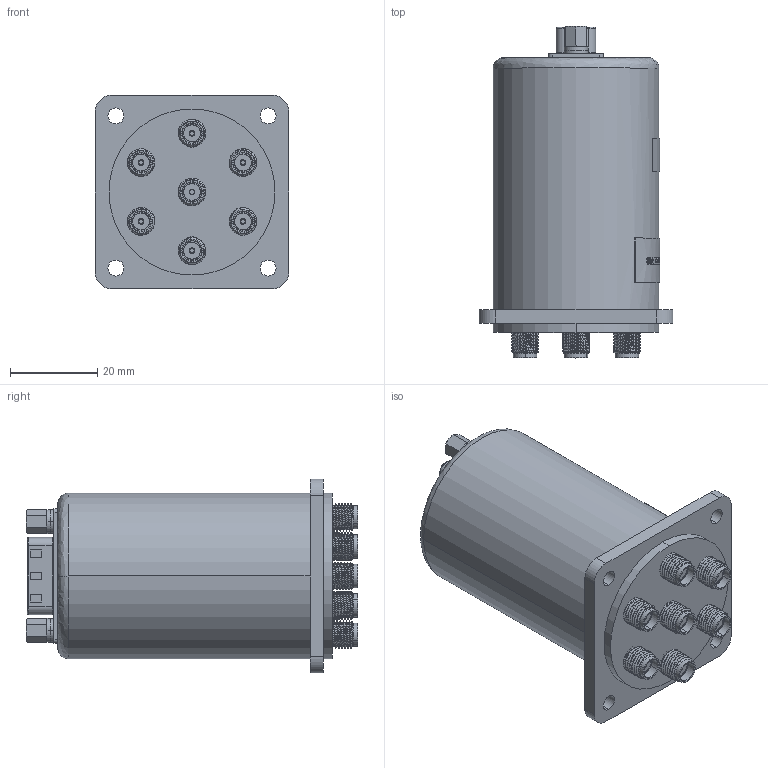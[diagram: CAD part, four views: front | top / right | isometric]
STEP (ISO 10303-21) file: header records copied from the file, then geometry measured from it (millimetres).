
FILE_DESCRIPTION (( 'STEP AP214' ), '1' );
FILE_NAME ('FMSW6552_3D.step', '2023-02-16T17:50:17', ( '' ), ( '' ), 'SwSTEP 2.0', 'SolidWorks 2022', '' );
FILE_SCHEMA (( 'AUTOMOTIVE_DESIGN' ));
Length unit declared in the file: inch
Products named in the file (7): A12066001-e360_4; A16029Y01_3; D1.59PDSUB_1; FMSW6552_3D; A16061002-e360_-201; A16021002-e360_defeature_1; 9P mela-D-SUB 170-009-173_1
Assembly tree (13 placements, depth 3):
  FMSW6552_3D
    A16021002-e360_defeature_1
    A16029Y01_3  x7
    D1.59PDSUB_1
      A16061002-e360_-201
      9P mela-D-SUB 170-009-173_1
      A12066001-e360_4  x2
Bounding box: 44.45 x 76.15 x 44.45 mm (x, y, z)
Volume: 18709.7 mm3; surface area: 27177.7 mm2
Topology: 33 solids, 33 shells, 1246 faces, 3055 edges, 1981 vertices
Faces by surface type: cylinder 464, plane 388, bspline 299, cone 95
Entity records: 34498 total; most frequent: CARTESIAN_POINT 14482, ORIENTED_EDGE 3758, DIRECTION 2695, EDGE_CURVE 1879, VERTEX_POINT 1226, AXIS2_PLACEMENT_3D 1052, EDGE_LOOP 861, FACE_OUTER_BOUND 755
